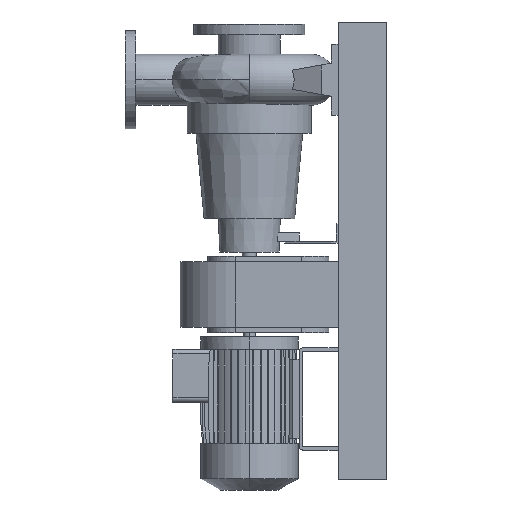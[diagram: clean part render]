
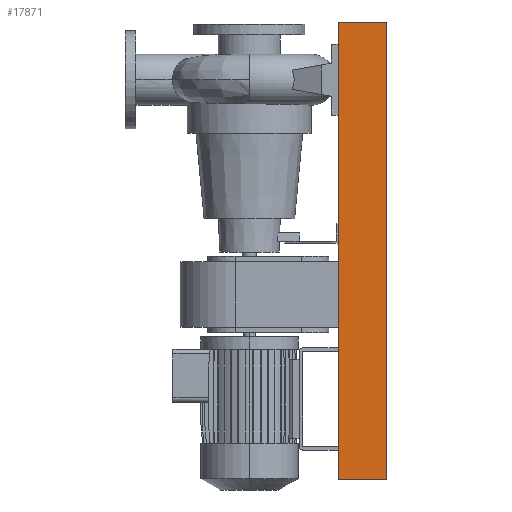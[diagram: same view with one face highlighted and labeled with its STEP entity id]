
A CAD part, left-side view. The second image highlights one B-rep face of the part: STEP entity #17871.
In plain terms, the highlighted planar face has unit normal (-1, 0, 0).
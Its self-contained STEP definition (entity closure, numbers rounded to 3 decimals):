
#787 = ORIENTED_EDGE ( 'NONE', *, *, #11417, .F. ) ;
#935 = VERTEX_POINT ( 'NONE', #4722 ) ;
#2860 = VERTEX_POINT ( 'NONE', #19713 ) ;
#3765 = ORIENTED_EDGE ( 'NONE', *, *, #15087, .T. ) ;
#3829 = CARTESIAN_POINT ( 'NONE',  ( -200., -55., -515. ) ) ;
#4722 = CARTESIAN_POINT ( 'NONE',  ( -200., 55., -515. ) ) ;
#4888 = AXIS2_PLACEMENT_3D ( 'NONE', #18068, #6782, #15276 ) ;
#5322 = ORIENTED_EDGE ( 'NONE', *, *, #10951, .F. ) ;
#6569 = FACE_OUTER_BOUND ( 'NONE', #11177, .T. ) ;
#6782 = DIRECTION ( 'NONE',  ( -1., 0., 0. ) ) ;
#6932 = DIRECTION ( 'NONE',  ( 0., -1., 0. ) ) ;
#7690 = CARTESIAN_POINT ( 'NONE',  ( -200., -55., 515. ) ) ;
#10891 = VECTOR ( 'NONE', #19207, 1000. ) ;
#10951 = EDGE_CURVE ( 'NONE', #935, #15622, #19318, .T. ) ;
#11177 = EDGE_LOOP ( 'NONE', ( #787, #5322, #12773, #3765 ) ) ;
#11417 = EDGE_CURVE ( 'NONE', #15622, #20375, #15871, .T. ) ;
#11571 = CARTESIAN_POINT ( 'NONE',  ( -200., -55., 515. ) ) ;
#12773 = ORIENTED_EDGE ( 'NONE', *, *, #20495, .T. ) ;
#13140 = PLANE ( 'NONE',  #4888 ) ;
#13617 = LINE ( 'NONE', #3829, #21082 ) ;
#13653 = CARTESIAN_POINT ( 'NONE',  ( -200., 55., 515. ) ) ;
#14265 = DIRECTION ( 'NONE',  ( 0., -1., 0. ) ) ;
#14607 = CARTESIAN_POINT ( 'NONE',  ( -200., 55., -515. ) ) ;
#15087 = EDGE_CURVE ( 'NONE', #2860, #20375, #16683, .T. ) ;
#15276 = DIRECTION ( 'NONE',  ( 0., 0., 1. ) ) ;
#15622 = VERTEX_POINT ( 'NONE', #13653 ) ;
#15871 = LINE ( 'NONE', #7690, #18445 ) ;
#16683 = LINE ( 'NONE', #18285, #20284 ) ;
#17871 = ADVANCED_FACE ( 'NONE', ( #6569 ), #13140, .T. ) ;
#18068 = CARTESIAN_POINT ( 'NONE',  ( -200., -55., -515. ) ) ;
#18285 = CARTESIAN_POINT ( 'NONE',  ( -200., -55., -515. ) ) ;
#18445 = VECTOR ( 'NONE', #14265, 1000. ) ;
#18494 = DIRECTION ( 'NONE',  ( 0., 0., 1. ) ) ;
#19207 = DIRECTION ( 'NONE',  ( 0., 0., 1. ) ) ;
#19318 = LINE ( 'NONE', #14607, #10891 ) ;
#19713 = CARTESIAN_POINT ( 'NONE',  ( -200., -55., -515. ) ) ;
#20284 = VECTOR ( 'NONE', #18494, 1000. ) ;
#20375 = VERTEX_POINT ( 'NONE', #11571 ) ;
#20495 = EDGE_CURVE ( 'NONE', #935, #2860, #13617, .T. ) ;
#21082 = VECTOR ( 'NONE', #6932, 1000. ) ;
